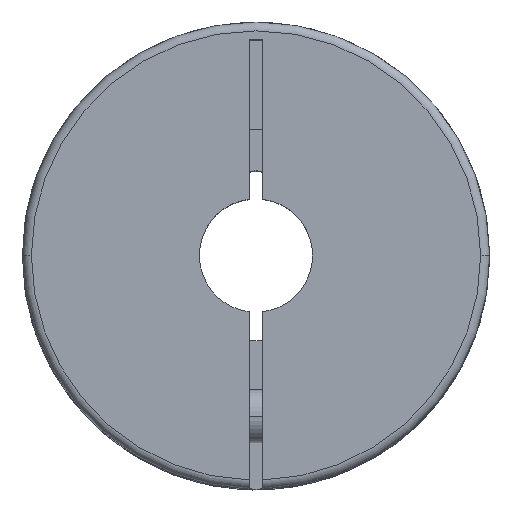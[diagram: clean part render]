
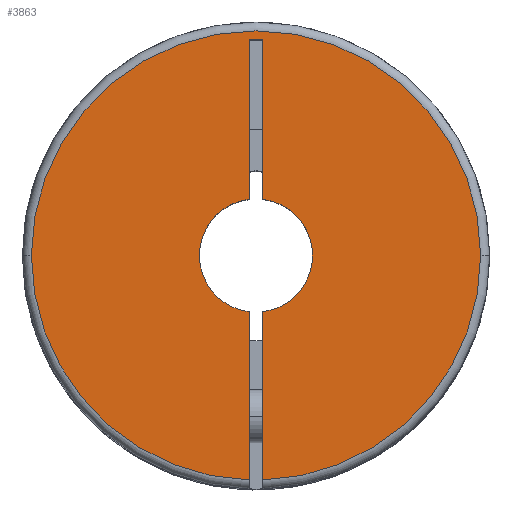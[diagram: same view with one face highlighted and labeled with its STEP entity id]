
A CAD part, top view. The second image highlights one B-rep face of the part: STEP entity #3863.
In plain terms, the highlighted planar face has unit normal (0, 0, 1).
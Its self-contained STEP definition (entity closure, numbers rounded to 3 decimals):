
#30 = EDGE_CURVE ( 'NONE', #2641, #838, #2025, .T. ) ;
#166 = CARTESIAN_POINT ( 'NONE',  ( 0., 0., 0. ) ) ;
#176 = EDGE_CURVE ( 'NONE', #539, #838, #1915, .T. ) ;
#182 = DIRECTION ( 'NONE',  ( 0., 0., -1. ) ) ;
#190 = DIRECTION ( 'NONE',  ( -1., 0., 0. ) ) ;
#232 = ORIENTED_EDGE ( 'NONE', *, *, #1880, .T. ) ;
#300 = CARTESIAN_POINT ( 'NONE',  ( 0.375, -3.153, 0. ) ) ;
#309 = DIRECTION ( 'NONE',  ( -1., 0., 0. ) ) ;
#315 = VECTOR ( 'NONE', #2109, 1000. ) ;
#316 = LINE ( 'NONE', #3619, #315 ) ;
#393 = AXIS2_PLACEMENT_3D ( 'NONE', #3468, #771, #1674 ) ;
#497 = VERTEX_POINT ( 'NONE', #2607 ) ;
#508 = CARTESIAN_POINT ( 'NONE',  ( 0.375, 12.1, 0. ) ) ;
#539 = VERTEX_POINT ( 'NONE', #1220 ) ;
#587 = DIRECTION ( 'NONE',  ( 0., 0., -1. ) ) ;
#595 = CIRCLE ( 'NONE', #659, 12.6 ) ;
#659 = AXIS2_PLACEMENT_3D ( 'NONE', #1430, #823, #2015 ) ;
#686 = ORIENTED_EDGE ( 'NONE', *, *, #1527, .F. ) ;
#690 = CARTESIAN_POINT ( 'NONE',  ( 12.6, 0., 0. ) ) ;
#757 = DIRECTION ( 'NONE',  ( 0., 0., -1. ) ) ;
#771 = DIRECTION ( 'NONE',  ( 0., 0., -1. ) ) ;
#797 = EDGE_CURVE ( 'NONE', #2765, #2641, #595, .T. ) ;
#798 = VERTEX_POINT ( 'NONE', #1761 ) ;
#823 = DIRECTION ( 'NONE',  ( 0., 0., -1. ) ) ;
#838 = VERTEX_POINT ( 'NONE', #300 ) ;
#864 = CARTESIAN_POINT ( 'NONE',  ( -0.375, 12.1, 0. ) ) ;
#871 = DIRECTION ( 'NONE',  ( 0., 0., -1. ) ) ;
#903 = DIRECTION ( 'NONE',  ( 0., 0., -1. ) ) ;
#912 = CARTESIAN_POINT ( 'NONE',  ( 0., 0., 0. ) ) ;
#940 = CARTESIAN_POINT ( 'NONE',  ( 0., 0., 0. ) ) ;
#948 = VECTOR ( 'NONE', #1731, 1000. ) ;
#988 = CARTESIAN_POINT ( 'NONE',  ( -3.175, 0., 0. ) ) ;
#1022 = AXIS2_PLACEMENT_3D ( 'NONE', #940, #903, #2980 ) ;
#1053 = VERTEX_POINT ( 'NONE', #2533 ) ;
#1126 = CARTESIAN_POINT ( 'NONE',  ( 0.375, -13.1, 0. ) ) ;
#1142 = VECTOR ( 'NONE', #2627, 1000. ) ;
#1149 = CIRCLE ( 'NONE', #2216, 3.175 ) ;
#1165 = ORIENTED_EDGE ( 'NONE', *, *, #1385, .F. ) ;
#1220 = CARTESIAN_POINT ( 'NONE',  ( 0.375, 3.153, 0. ) ) ;
#1251 = CARTESIAN_POINT ( 'NONE',  ( -0.375, -12.594, 0. ) ) ;
#1368 = DIRECTION ( 'NONE',  ( -1., 0., 0. ) ) ;
#1385 = EDGE_CURVE ( 'NONE', #3247, #497, #3695, .T. ) ;
#1395 = DIRECTION ( 'NONE',  ( -1., 0., 0. ) ) ;
#1424 = VERTEX_POINT ( 'NONE', #1997 ) ;
#1430 = CARTESIAN_POINT ( 'NONE',  ( 0., 0., 0. ) ) ;
#1441 = ORIENTED_EDGE ( 'NONE', *, *, #176, .T. ) ;
#1473 = CARTESIAN_POINT ( 'NONE',  ( 0.375, -12.594, 0. ) ) ;
#1527 = EDGE_CURVE ( 'NONE', #798, #2765, #1901, .T. ) ;
#1625 = ORIENTED_EDGE ( 'NONE', *, *, #3618, .F. ) ;
#1632 = DIRECTION ( 'NONE',  ( -1., 0., 0. ) ) ;
#1652 = EDGE_CURVE ( 'NONE', #1424, #1798, #1788, .T. ) ;
#1674 = DIRECTION ( 'NONE',  ( -1., 0., 0. ) ) ;
#1731 = DIRECTION ( 'NONE',  ( 0., -1., 0. ) ) ;
#1738 = LINE ( 'NONE', #2253, #1142 ) ;
#1761 = CARTESIAN_POINT ( 'NONE',  ( -12.6, 0., 0. ) ) ;
#1788 = LINE ( 'NONE', #864, #948 ) ;
#1793 = VERTEX_POINT ( 'NONE', #988 ) ;
#1798 = VERTEX_POINT ( 'NONE', #1251 ) ;
#1880 = EDGE_CURVE ( 'NONE', #1424, #1793, #3658, .T. ) ;
#1901 = CIRCLE ( 'NONE', #393, 12.6 ) ;
#1915 = CIRCLE ( 'NONE', #1967, 3.175 ) ;
#1967 = AXIS2_PLACEMENT_3D ( 'NONE', #912, #871, #309 ) ;
#1997 = CARTESIAN_POINT ( 'NONE',  ( -0.375, -3.153, 0. ) ) ;
#2015 = DIRECTION ( 'NONE',  ( -1., 0., 0. ) ) ;
#2017 = CIRCLE ( 'NONE', #2146, 12.6 ) ;
#2025 = LINE ( 'NONE', #1126, #3803 ) ;
#2098 = EDGE_LOOP ( 'NONE', ( #2911, #3027, #232, #2518, #2982, #1165, #1625, #1441, #3262, #2221, #686 ) ) ;
#2109 = DIRECTION ( 'NONE',  ( 0., -1., 0. ) ) ;
#2146 = AXIS2_PLACEMENT_3D ( 'NONE', #3512, #757, #190 ) ;
#2170 = EDGE_CURVE ( 'NONE', #497, #1053, #316, .T. ) ;
#2216 = AXIS2_PLACEMENT_3D ( 'NONE', #3288, #587, #1632 ) ;
#2221 = ORIENTED_EDGE ( 'NONE', *, *, #797, .F. ) ;
#2253 = CARTESIAN_POINT ( 'NONE',  ( 0.375, -13.1, 0. ) ) ;
#2326 = VECTOR ( 'NONE', #1395, 1000. ) ;
#2373 = PLANE ( 'NONE',  #1022 ) ;
#2518 = ORIENTED_EDGE ( 'NONE', *, *, #3887, .T. ) ;
#2533 = CARTESIAN_POINT ( 'NONE',  ( -0.375, 3.153, 0. ) ) ;
#2565 = EDGE_CURVE ( 'NONE', #1798, #798, #2017, .T. ) ;
#2607 = CARTESIAN_POINT ( 'NONE',  ( -0.375, 12.1, 0. ) ) ;
#2627 = DIRECTION ( 'NONE',  ( 0., 1., 0. ) ) ;
#2641 = VERTEX_POINT ( 'NONE', #1473 ) ;
#2705 = AXIS2_PLACEMENT_3D ( 'NONE', #166, #182, #1368 ) ;
#2765 = VERTEX_POINT ( 'NONE', #690 ) ;
#2911 = ORIENTED_EDGE ( 'NONE', *, *, #2565, .F. ) ;
#2980 = DIRECTION ( 'NONE',  ( 0., -1., 0. ) ) ;
#2982 = ORIENTED_EDGE ( 'NONE', *, *, #2170, .F. ) ;
#3027 = ORIENTED_EDGE ( 'NONE', *, *, #1652, .F. ) ;
#3199 = DIRECTION ( 'NONE',  ( 0., 1., 0. ) ) ;
#3247 = VERTEX_POINT ( 'NONE', #508 ) ;
#3262 = ORIENTED_EDGE ( 'NONE', *, *, #30, .F. ) ;
#3288 = CARTESIAN_POINT ( 'NONE',  ( 0., 0., 0. ) ) ;
#3468 = CARTESIAN_POINT ( 'NONE',  ( 0., 0., 0. ) ) ;
#3512 = CARTESIAN_POINT ( 'NONE',  ( 0., 0., 0. ) ) ;
#3618 = EDGE_CURVE ( 'NONE', #539, #3247, #1738, .T. ) ;
#3619 = CARTESIAN_POINT ( 'NONE',  ( -0.375, 12.1, 0. ) ) ;
#3643 = FACE_OUTER_BOUND ( 'NONE', #2098, .T. ) ;
#3658 = CIRCLE ( 'NONE', #2705, 3.175 ) ;
#3695 = LINE ( 'NONE', #3806, #2326 ) ;
#3803 = VECTOR ( 'NONE', #3199, 1000. ) ;
#3806 = CARTESIAN_POINT ( 'NONE',  ( 0.375, 12.1, 0. ) ) ;
#3863 = ADVANCED_FACE ( 'NONE', ( #3643 ), #2373, .F. ) ;
#3887 = EDGE_CURVE ( 'NONE', #1793, #1053, #1149, .T. ) ;
